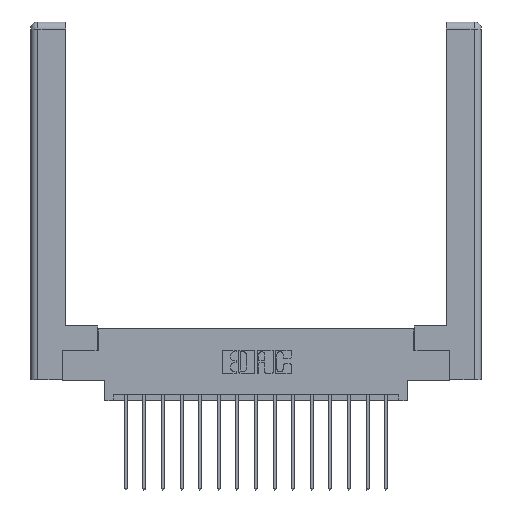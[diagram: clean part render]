
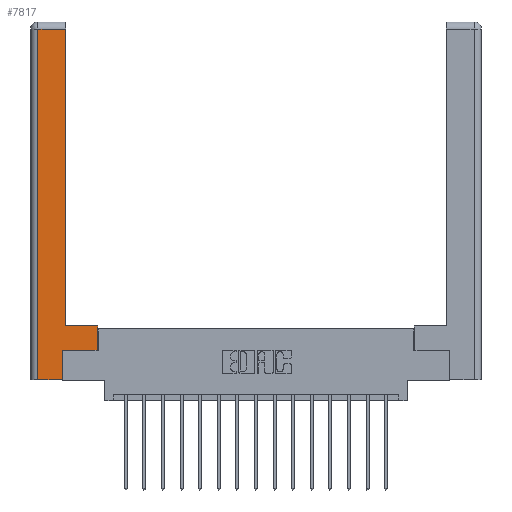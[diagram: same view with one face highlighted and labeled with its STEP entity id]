
A CAD part, top view. The second image highlights one B-rep face of the part: STEP entity #7817.
In plain terms, the highlighted planar face has unit normal (0, 0, 1).
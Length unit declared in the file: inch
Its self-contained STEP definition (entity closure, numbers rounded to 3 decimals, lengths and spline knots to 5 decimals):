
#11 = DIRECTION ( 'NONE',  ( 1., 0., 0. ) ) ;
#189 = ORIENTED_EDGE ( 'NONE', *, *, #11938, .T. ) ;
#467 = VERTEX_POINT ( 'NONE', #16933 ) ;
#690 = VERTEX_POINT ( 'NONE', #17269 ) ;
#1111 = LINE ( 'NONE', #3346, #17131 ) ;
#1172 = LINE ( 'NONE', #16899, #16292 ) ;
#1377 = EDGE_CURVE ( 'NONE', #13600, #467, #9622, .T. ) ;
#1411 = CARTESIAN_POINT ( 'NONE',  ( 0.265, 0.245, 0. ) ) ;
#1666 = ORIENTED_EDGE ( 'NONE', *, *, #1377, .T. ) ;
#2278 = ORIENTED_EDGE ( 'NONE', *, *, #16079, .T. ) ;
#2395 = VECTOR ( 'NONE', #15004, 39.37008 ) ;
#3313 = CARTESIAN_POINT ( 'NONE',  ( 0.565, 0.245, 0. ) ) ;
#3346 = CARTESIAN_POINT ( 'NONE',  ( 0.265, 0., 0. ) ) ;
#3601 = FACE_OUTER_BOUND ( 'NONE', #9320, .T. ) ;
#4006 = VECTOR ( 'NONE', #4667, 39.37008 ) ;
#4162 = EDGE_CURVE ( 'NONE', #467, #9889, #15357, .T. ) ;
#4449 = CARTESIAN_POINT ( 'NONE',  ( 0.565, 0.45, 0. ) ) ;
#4667 = DIRECTION ( 'NONE',  ( -1., 0., 0. ) ) ;
#4767 = ORIENTED_EDGE ( 'NONE', *, *, #7262, .T. ) ;
#4913 = VECTOR ( 'NONE', #11, 39.37008 ) ;
#5350 = CARTESIAN_POINT ( 'NONE',  ( 0.295, 3., 0. ) ) ;
#5518 = VERTEX_POINT ( 'NONE', #3313 ) ;
#5689 = VECTOR ( 'NONE', #8687, 39.37008 ) ;
#5878 = CARTESIAN_POINT ( 'NONE',  ( 0.295, 0.45, 0. ) ) ;
#7262 = EDGE_CURVE ( 'NONE', #17056, #9459, #10737, .T. ) ;
#7327 = DIRECTION ( 'NONE',  ( -1., 0., 0. ) ) ;
#7817 = ADVANCED_FACE ( 'NONE', ( #3601 ), #8004, .F. ) ;
#8004 = PLANE ( 'NONE',  #11778 ) ;
#8687 = DIRECTION ( 'NONE',  ( 0., 1., 0. ) ) ;
#9320 = EDGE_LOOP ( 'NONE', ( #15545, #11013, #4767, #9978, #14564, #2278, #189, #1666 ) ) ;
#9440 = DIRECTION ( 'NONE',  ( 0., -1., 0. ) ) ;
#9459 = VERTEX_POINT ( 'NONE', #14362 ) ;
#9606 = CARTESIAN_POINT ( 'NONE',  ( 0., 0., 0. ) ) ;
#9622 = LINE ( 'NONE', #5878, #4006 ) ;
#9889 = VERTEX_POINT ( 'NONE', #12834 ) ;
#9978 = ORIENTED_EDGE ( 'NONE', *, *, #11916, .T. ) ;
#10005 = CARTESIAN_POINT ( 'NONE',  ( 0.265, 0.245, 0. ) ) ;
#10103 = DIRECTION ( 'NONE',  ( 1., 0., 0. ) ) ;
#10193 = CARTESIAN_POINT ( 'NONE',  ( 0.565, 0.45, 0. ) ) ;
#10737 = LINE ( 'NONE', #12004, #12918 ) ;
#11013 = ORIENTED_EDGE ( 'NONE', *, *, #16660, .T. ) ;
#11110 = EDGE_CURVE ( 'NONE', #690, #12664, #15587, .T. ) ;
#11183 = CARTESIAN_POINT ( 'NONE',  ( 0.565, 0.245, 0. ) ) ;
#11778 = AXIS2_PLACEMENT_3D ( 'NONE', #9606, #12981, #17219 ) ;
#11916 = EDGE_CURVE ( 'NONE', #9459, #690, #1111, .T. ) ;
#11938 = EDGE_CURVE ( 'NONE', #5518, #13600, #14963, .T. ) ;
#12004 = CARTESIAN_POINT ( 'NONE',  ( 0.0615, 0., 0. ) ) ;
#12425 = LINE ( 'NONE', #11183, #4913 ) ;
#12664 = VERTEX_POINT ( 'NONE', #1411 ) ;
#12834 = CARTESIAN_POINT ( 'NONE',  ( 0.295, 2.94, 0. ) ) ;
#12918 = VECTOR ( 'NONE', #9440, 39.37008 ) ;
#12981 = DIRECTION ( 'NONE',  ( 0., 0., -1. ) ) ;
#13442 = VECTOR ( 'NONE', #15377, 39.37008 ) ;
#13600 = VERTEX_POINT ( 'NONE', #10193 ) ;
#14362 = CARTESIAN_POINT ( 'NONE',  ( 0.0615, 0., 0. ) ) ;
#14564 = ORIENTED_EDGE ( 'NONE', *, *, #11110, .T. ) ;
#14762 = CARTESIAN_POINT ( 'NONE',  ( 0.0615, 2.94, 0. ) ) ;
#14963 = LINE ( 'NONE', #4449, #5689 ) ;
#15004 = DIRECTION ( 'NONE',  ( 0., 1., 0. ) ) ;
#15357 = LINE ( 'NONE', #5350, #2395 ) ;
#15377 = DIRECTION ( 'NONE',  ( 0., 1., 0. ) ) ;
#15545 = ORIENTED_EDGE ( 'NONE', *, *, #4162, .T. ) ;
#15587 = LINE ( 'NONE', #10005, #13442 ) ;
#16079 = EDGE_CURVE ( 'NONE', #12664, #5518, #12425, .T. ) ;
#16292 = VECTOR ( 'NONE', #7327, 39.37008 ) ;
#16660 = EDGE_CURVE ( 'NONE', #9889, #17056, #1172, .T. ) ;
#16899 = CARTESIAN_POINT ( 'NONE',  ( 0.0615, 2.94, 0. ) ) ;
#16933 = CARTESIAN_POINT ( 'NONE',  ( 0.295, 0.45, 0. ) ) ;
#17056 = VERTEX_POINT ( 'NONE', #14762 ) ;
#17131 = VECTOR ( 'NONE', #10103, 39.37008 ) ;
#17219 = DIRECTION ( 'NONE',  ( -1., 0., 0. ) ) ;
#17269 = CARTESIAN_POINT ( 'NONE',  ( 0.265, 0., 0. ) ) ;
